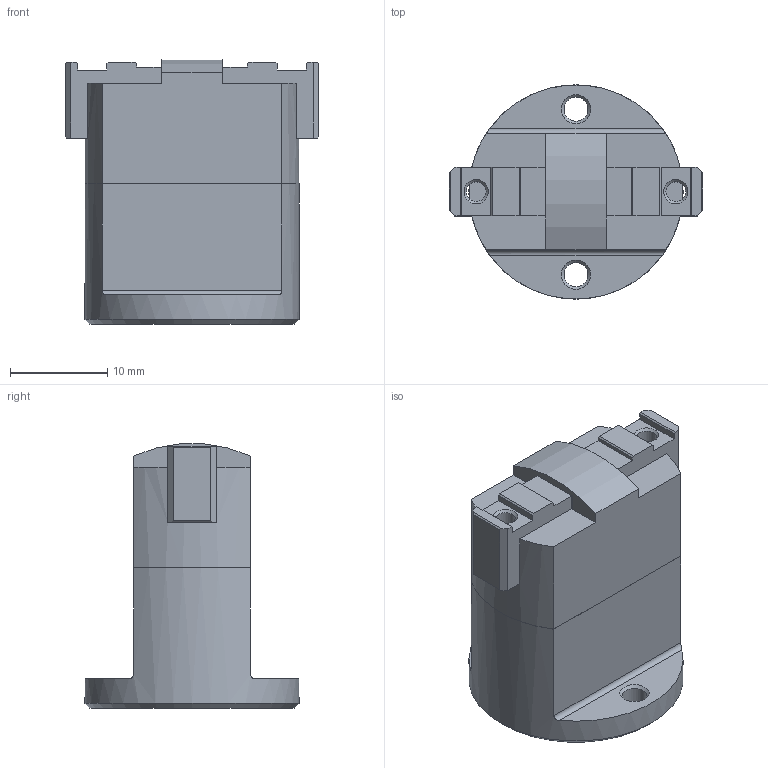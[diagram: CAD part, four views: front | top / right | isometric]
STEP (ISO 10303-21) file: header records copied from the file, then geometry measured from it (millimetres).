
FILE_DESCRIPTION(/* description */ ('STEP AP214'),/* implementation_level */ '2;1');
FILE_NAME(/* name */ '197561_HGPM-08-EO-G9',/* time_stamp */ '2024-08-29T06:22:43+02:00',/* author */ ('License CC BY-ND 4.0'),/* organization */ ('CADENAS'),/* preprocessor_version */ 'ST-DEVELOPER v19.3',/* originating_system */ 'PARTsolutions',/* authorisation */ ' ');
FILE_SCHEMA (('AUTOMOTIVE_DESIGN {1 0 10303 214 3 1 1}'));
Length unit declared in the file: millimetre
Products named in the file (3): 197561 HGPM-08-EO-G9---(0_offen); 197561 HGPM-08-EO-G9---(ZYL_0_offen); 1975xx HGPM-08-EO-G6---(JAW)
Assembly tree (3 placements, depth 2):
  197561 HGPM-08-EO-G9---(0_offen)
    197561 HGPM-08-EO-G9---(ZYL_0_offen)
    1975xx HGPM-08-EO-G6---(JAW)  x2
Bounding box: 26 x 22 x 27.15 mm (x, y, z)
Volume: 6658.2 mm3; surface area: 3597.4 mm2
Topology: 3 solids, 3 shells, 116 faces, 303 edges, 198 vertices
Faces by surface type: plane 88, cone 15, cylinder 13
Full cylindrical faces by diameter (mm): 2.013 x2, 2.459 x3, 3 x2, 22 x1
Entity records: 2944 total; most frequent: CARTESIAN_POINT 445, DIRECTION 410, ORIENTED_EDGE 394, EDGE_CURVE 197, LINE 156, VECTOR 156, VERTEX_POINT 142, AXIS2_PLACEMENT_3D 127
